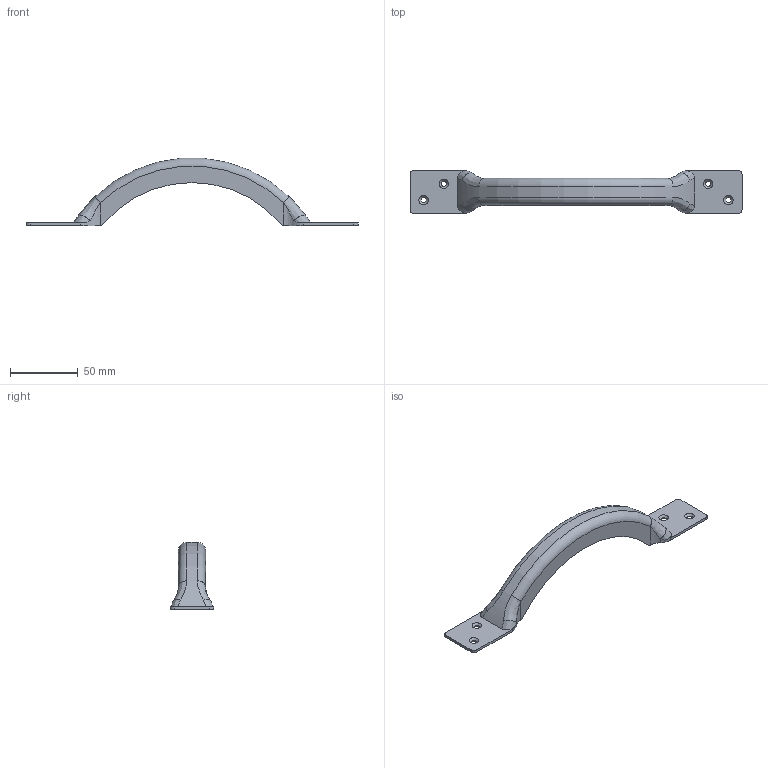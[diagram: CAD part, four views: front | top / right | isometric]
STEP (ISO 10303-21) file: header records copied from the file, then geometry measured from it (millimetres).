
FILE_DESCRIPTION((''),'2;1');
FILE_NAME('1298.stp','2012-02-02T08:30:14',('Marc'),(''),'Autodesk Inventor 2011','Autodesk Inventor 2011','');
FILE_SCHEMA(('AUTOMOTIVE_DESIGN { 1 0 10303 214 1 1 1 1 }'));
Length unit declared in the file: millimetre
Products named in the file (1): 1298
Bounding box: 245 x 32 x 49.63 mm (x, y, z)
Volume: 14143.6 mm3; surface area: 24843.9 mm2
Topology: 1 solids, 1 shells, 76 faces, 218 edges, 144 vertices
Faces by surface type: cylinder 32, bspline 20, plane 16, torus 4, cone 4
Full cylindrical faces by diameter (mm): 4 x4
Entity records: 3832 total; most frequent: CARTESIAN_POINT 2027, ORIENTED_EDGE 412, DIRECTION 296, EDGE_CURVE 206, VERTEX_POINT 140, AXIS2_PLACEMENT_3D 117, EDGE_LOOP 92, B_SPLINE_CURVE_WITH_KNOTS 84
